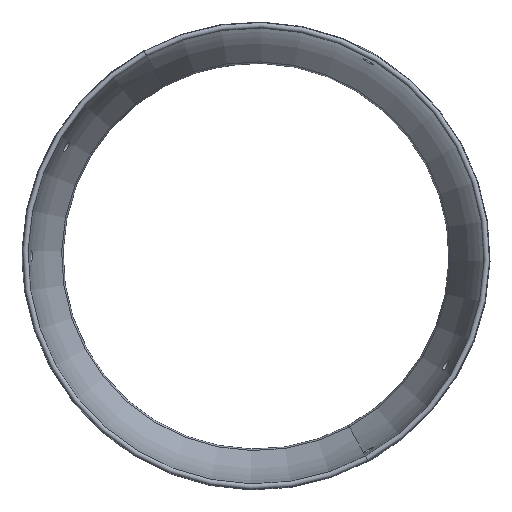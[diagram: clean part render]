
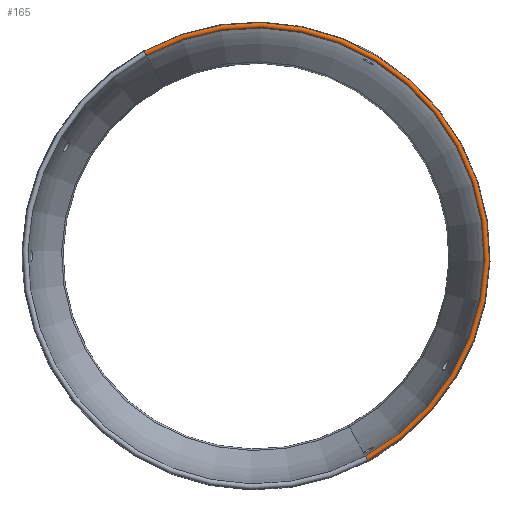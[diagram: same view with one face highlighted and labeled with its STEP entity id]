
A CAD part, top view. The second image highlights one B-rep face of the part: STEP entity #165.
In plain terms, the highlighted toroidal (fillet/blend) face has major radius 84.179 mm and minor radius 1 mm.
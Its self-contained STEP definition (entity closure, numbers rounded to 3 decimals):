
#109=CARTESIAN_POINT('Axis2P3D Location',(0.,0.,-0.015)) ;
#114=CARTESIAN_POINT('Axis2P3D Location',(40.358,-73.874,-0.015)) ;
#118=CARTESIAN_POINT('Vertex',(40.837,-74.751,0.013)) ;
#120=CARTESIAN_POINT('Vertex',(39.878,-72.997,0.)) ;
#127=CARTESIAN_POINT('Vertex',(-39.878,72.997,0.)) ;
#130=CARTESIAN_POINT('Axis2P3D Location',(-40.358,73.874,-0.015)) ;
#134=CARTESIAN_POINT('Vertex',(-40.837,74.751,0.013)) ;
#149=CARTESIAN_POINT('Axis2P3D Location',(0.,0.,0.)) ;
#154=CARTESIAN_POINT('Axis2P3D Location',(0.,0.,0.013)) ;
#110=DIRECTION('Axis2P3D Direction',(0.,0.,1.)) ;
#111=DIRECTION('Axis2P3D XDirection',(-0.479,0.878,0.)) ;
#115=DIRECTION('Axis2P3D Direction',(-0.878,-0.479,0.)) ;
#131=DIRECTION('Axis2P3D Direction',(0.878,0.479,-0.)) ;
#150=DIRECTION('Axis2P3D Direction',(0.,0.,1.)) ;
#155=DIRECTION('Axis2P3D Direction',(0.,0.,1.)) ;
#112=AXIS2_PLACEMENT_3D('Torus Axis2P3D',#109,#110,#111) ;
#116=AXIS2_PLACEMENT_3D('Circle Axis2P3D',#114,#115,$) ;
#132=AXIS2_PLACEMENT_3D('Circle Axis2P3D',#130,#131,$) ;
#151=AXIS2_PLACEMENT_3D('Circle Axis2P3D',#149,#150,$) ;
#156=AXIS2_PLACEMENT_3D('Circle Axis2P3D',#154,#155,$) ;
#160=ORIENTED_EDGE('',*,*,#136,.T.) ;
#161=ORIENTED_EDGE('',*,*,#153,.F.) ;
#162=ORIENTED_EDGE('',*,*,#122,.F.) ;
#163=ORIENTED_EDGE('',*,*,#158,.T.) ;
#165=ADVANCED_FACE('Corps principal',(#164),#113,.T.) ;
#117=CIRCLE('generated circle',#116,1.) ;
#133=CIRCLE('generated circle',#132,1.) ;
#152=CIRCLE('generated circle',#151,83.179) ;
#157=CIRCLE('generated circle',#156,85.179) ;
#113=TOROIDAL_SURFACE('homeo Torus',#112,84.179,1.) ;
#122=EDGE_CURVE('',#119,#121,#117,.T.) ;
#136=EDGE_CURVE('',#135,#128,#133,.T.) ;
#153=EDGE_CURVE('',#121,#128,#152,.T.) ;
#158=EDGE_CURVE('',#119,#135,#157,.T.) ;
#159=EDGE_LOOP('',(#160,#161,#162,#163)) ;
#164=FACE_OUTER_BOUND('',#159,.T.) ;
#119=VERTEX_POINT('',#118) ;
#121=VERTEX_POINT('',#120) ;
#128=VERTEX_POINT('',#127) ;
#135=VERTEX_POINT('',#134) ;
